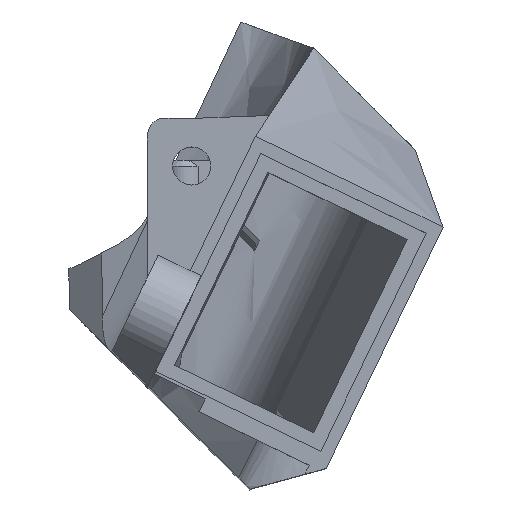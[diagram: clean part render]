
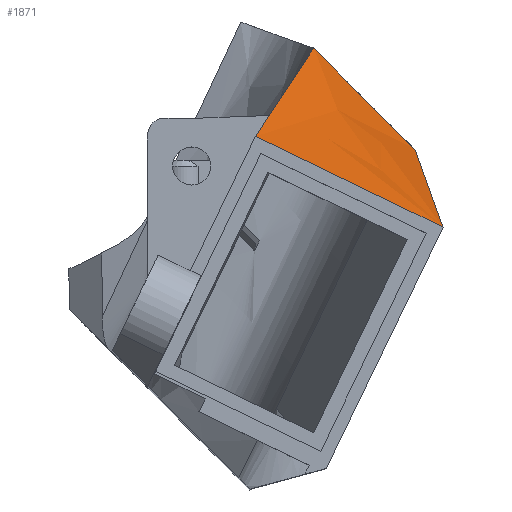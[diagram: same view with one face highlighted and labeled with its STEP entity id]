
A CAD part, top view. The second image highlights one B-rep face of the part: STEP entity #1871.
In plain terms, the highlighted free-form (B-spline) face has degree [3, 3] with [4, 4] control points.
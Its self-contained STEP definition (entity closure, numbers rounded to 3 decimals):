
#166=FACE_OUTER_BOUND('',#268,.T.);
#268=EDGE_LOOP('',(#1488,#1489,#1490,#1491));
#376=LINE('',#2684,#534);
#439=LINE('',#4460,#597);
#440=LINE('',#4477,#598);
#441=LINE('',#4478,#599);
#534=VECTOR('',#2122,10.);
#597=VECTOR('',#2235,10.);
#598=VECTOR('',#2236,23.75);
#599=VECTOR('',#2237,23.096);
#784=VERTEX_POINT('',#2682);
#785=VERTEX_POINT('',#2683);
#846=VERTEX_POINT('',#3986);
#877=VERTEX_POINT('',#4424);
#991=EDGE_CURVE('',#784,#785,#376,.T.);
#1116=EDGE_CURVE('',#846,#877,#439,.T.);
#1117=EDGE_CURVE('',#846,#784,#440,.T.);
#1118=EDGE_CURVE('',#877,#785,#441,.T.);
#1488=ORIENTED_EDGE('',*,*,#1116,.F.);
#1489=ORIENTED_EDGE('',*,*,#1117,.T.);
#1490=ORIENTED_EDGE('',*,*,#991,.T.);
#1491=ORIENTED_EDGE('',*,*,#1118,.F.);
#1803=B_SPLINE_SURFACE_WITH_KNOTS('',3,3,((#4461,#4462,#4463,#4464),(#4465,
#4466,#4467,#4468),(#4469,#4470,#4471,#4472),(#4473,#4474,#4475,#4476)),
 .UNSPECIFIED.,.F.,.F.,.F.,(4,4),(4,4),(0.,1.),(0.,1.),.UNSPECIFIED.);
#1871=ADVANCED_FACE('',(#166),#1803,.F.);
#2122=DIRECTION('',(0.9,-0.436,0.));
#2235=DIRECTION('',(0.707,-0.707,0.));
#2236=DIRECTION('',(-0.207,-0.314,0.927));
#2237=DIRECTION('',(0.102,-0.286,0.953));
#2682=CARTESIAN_POINT('',(150.972,127.468,120.603));
#2683=CARTESIAN_POINT('',(166.724,119.844,120.603));
#2684=CARTESIAN_POINT('',(166.724,119.844,120.603));
#3986=CARTESIAN_POINT('',(155.879,134.932,98.597));
#4424=CARTESIAN_POINT('',(164.365,126.447,98.597));
#4460=CARTESIAN_POINT('',(155.879,134.932,98.597));
#4461=CARTESIAN_POINT('Ctrl Pts',(155.879,134.932,98.597));
#4462=CARTESIAN_POINT('Ctrl Pts',(154.244,132.444,105.932));
#4463=CARTESIAN_POINT('Ctrl Pts',(152.608,129.956,113.268));
#4464=CARTESIAN_POINT('Ctrl Pts',(150.972,127.468,120.603));
#4465=CARTESIAN_POINT('Ctrl Pts',(158.708,132.104,98.597));
#4466=CARTESIAN_POINT('Ctrl Pts',(157.879,129.712,105.932));
#4467=CARTESIAN_POINT('Ctrl Pts',(157.051,127.319,113.268));
#4468=CARTESIAN_POINT('Ctrl Pts',(156.223,124.927,120.603));
#4469=CARTESIAN_POINT('Ctrl Pts',(161.536,129.275,98.597));
#4470=CARTESIAN_POINT('Ctrl Pts',(161.515,126.979,105.932));
#4471=CARTESIAN_POINT('Ctrl Pts',(161.494,124.682,113.268));
#4472=CARTESIAN_POINT('Ctrl Pts',(161.473,122.386,120.603));
#4473=CARTESIAN_POINT('Ctrl Pts',(164.365,126.447,98.597));
#4474=CARTESIAN_POINT('Ctrl Pts',(165.151,124.246,105.932));
#4475=CARTESIAN_POINT('Ctrl Pts',(165.938,122.045,113.268));
#4476=CARTESIAN_POINT('Ctrl Pts',(166.724,119.844,120.603));
#4477=CARTESIAN_POINT('',(155.879,134.932,98.597));
#4478=CARTESIAN_POINT('',(164.365,126.447,98.597));
